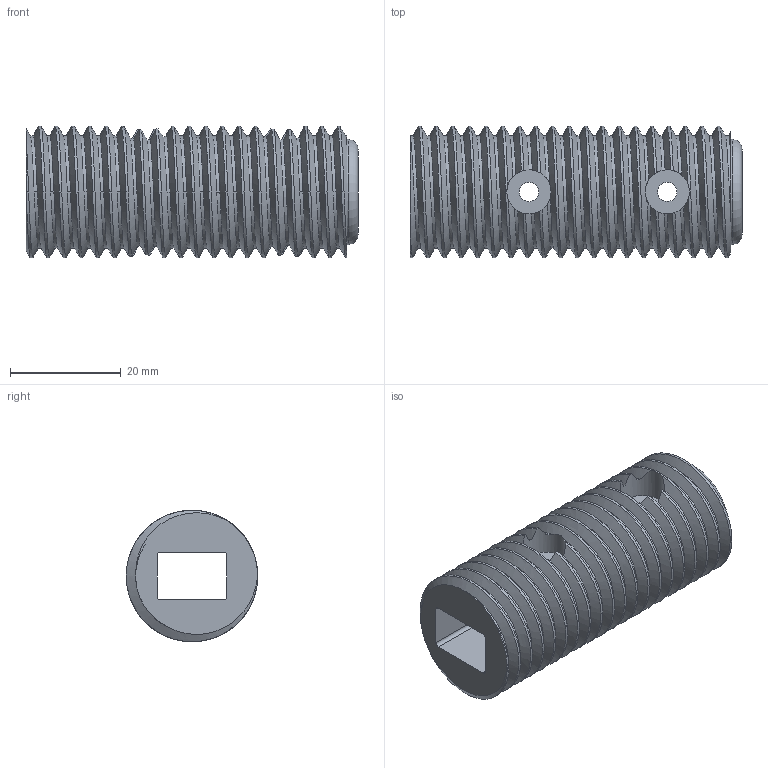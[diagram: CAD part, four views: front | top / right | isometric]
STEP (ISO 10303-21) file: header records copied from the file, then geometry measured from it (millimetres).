
FILE_DESCRIPTION(/* description */ (''),/* implementation_level */ '2;1');
FILE_NAME(/* name */ '24mm linear rail adapter.step',/* time_stamp */ '2021-08-05T08:24:35-04:00',/* author */ (''),/* organization */ (''),/* preprocessor_version */ 'ST-DEVELOPER v18.1',/* originating_system */ 'Autodesk Translation Framework v10.9.0.1377',/* authorisation */ '');
FILE_SCHEMA (('AUTOMOTIVE_DESIGN { 1 0 10303 214 3 1 1 }'));
Length unit declared in the file: millimetre
Products named in the file (1): Big Thread
Bounding box: 60 x 23.75 x 23.76 mm (x, y, z)
Volume: 15228.8 mm3; surface area: 10060.3 mm2
Topology: 1 solids, 1 shells, 107 faces, 311 edges, 207 vertices
Faces by surface type: cylinder 63, plane 23, bspline 20, torus 1
Full cylindrical faces by diameter (mm): 3.5 x4, 8 x2, 19 x1, 20.367 x12, 23.755 x14
Entity records: 8648 total; most frequent: CARTESIAN_POINT 6161, ORIENTED_EDGE 622, DIRECTION 347, EDGE_CURVE 311, VERTEX_POINT 207, B_SPLINE_CURVE_WITH_KNOTS 186, AXIS2_PLACEMENT_3D 134, EDGE_LOOP 118
